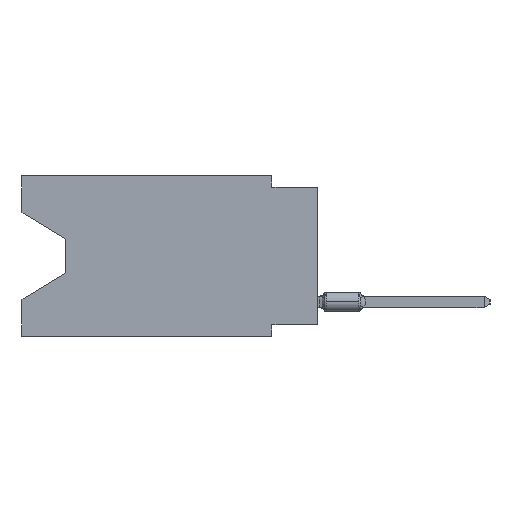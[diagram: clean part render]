
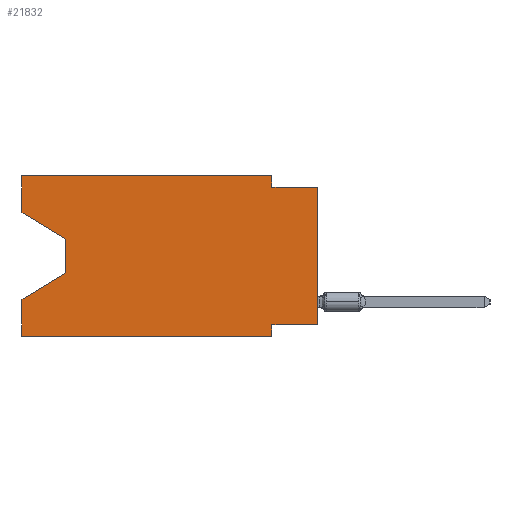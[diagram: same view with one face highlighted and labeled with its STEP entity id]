
A CAD part, left-side view. The second image highlights one B-rep face of the part: STEP entity #21832.
In plain terms, the highlighted planar face has unit normal (-1, 0, 0).
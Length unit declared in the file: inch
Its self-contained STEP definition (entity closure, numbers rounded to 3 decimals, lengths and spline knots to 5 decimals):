
#63 = CARTESIAN_POINT ( 'NONE',  ( 0., 0.645, -0.35 ) ) ;
#688 = CARTESIAN_POINT ( 'NONE',  ( 0., 0.645, -0.26975 ) ) ;
#692 = ORIENTED_EDGE ( 'NONE', *, *, #21660, .T. ) ;
#805 = EDGE_CURVE ( 'NONE', #20470, #15212, #16045, .T. ) ;
#888 = DIRECTION ( 'NONE',  ( 0., 0.855, -0.519 ) ) ;
#934 = CARTESIAN_POINT ( 'NONE',  ( 0., 0., -0.325 ) ) ;
#1272 = CARTESIAN_POINT ( 'NONE',  ( 0., 0., -0.325 ) ) ;
#1306 = EDGE_CURVE ( 'NONE', #4991, #20470, #1461, .T. ) ;
#1373 = CARTESIAN_POINT ( 'NONE',  ( 0., 0.645, 0. ) ) ;
#1375 = CARTESIAN_POINT ( 'NONE',  ( 0., 0.645, 0. ) ) ;
#1376 = EDGE_CURVE ( 'NONE', #2793, #15212, #20291, .T. ) ;
#1461 = LINE ( 'NONE', #14891, #11116 ) ;
#1697 = VERTEX_POINT ( 'NONE', #23089 ) ;
#2250 = VERTEX_POINT ( 'NONE', #3853 ) ;
#2750 = DIRECTION ( 'NONE',  ( 0., -1., 0. ) ) ;
#2793 = VERTEX_POINT ( 'NONE', #16821 ) ;
#3209 = DIRECTION ( 'NONE',  ( 0., 0., -1. ) ) ;
#3285 = AXIS2_PLACEMENT_3D ( 'NONE', #1373, #18008, #23511 ) ;
#3365 = DIRECTION ( 'NONE',  ( 0., 0., 1. ) ) ;
#3417 = ORIENTED_EDGE ( 'NONE', *, *, #3616, .F. ) ;
#3616 = EDGE_CURVE ( 'NONE', #1697, #12254, #20323, .T. ) ;
#3687 = ORIENTED_EDGE ( 'NONE', *, *, #7067, .F. ) ;
#3692 = VECTOR ( 'NONE', #10068, 39.37008 ) ;
#3853 = CARTESIAN_POINT ( 'NONE',  ( 0., 0.1, -0.025 ) ) ;
#3866 = CARTESIAN_POINT ( 'NONE',  ( 0., 0.645, 0. ) ) ;
#3988 = VECTOR ( 'NONE', #18589, 39.37008 ) ;
#4156 = VECTOR ( 'NONE', #3365, 39.37008 ) ;
#4175 = LINE ( 'NONE', #17337, #3692 ) ;
#4286 = CARTESIAN_POINT ( 'NONE',  ( 0., 0., -0.025 ) ) ;
#4458 = CARTESIAN_POINT ( 'NONE',  ( 0., 0.1, -0.35 ) ) ;
#4591 = EDGE_LOOP ( 'NONE', ( #21772, #12483, #19556, #11172, #692, #21207, #22477, #20267, #19739, #3687, #5134, #3417 ) ) ;
#4605 = EDGE_CURVE ( 'NONE', #2250, #5189, #11544, .T. ) ;
#4991 = VERTEX_POINT ( 'NONE', #8052 ) ;
#5134 = ORIENTED_EDGE ( 'NONE', *, *, #14248, .F. ) ;
#5189 = VERTEX_POINT ( 'NONE', #18595 ) ;
#6164 = CARTESIAN_POINT ( 'NONE',  ( 0., 0.645, 0. ) ) ;
#6622 = LINE ( 'NONE', #934, #23974 ) ;
#7067 = EDGE_CURVE ( 'NONE', #14895, #2250, #4175, .T. ) ;
#7145 = CARTESIAN_POINT ( 'NONE',  ( 0., 0.1, 0. ) ) ;
#7325 = LINE ( 'NONE', #8804, #14546 ) ;
#8052 = CARTESIAN_POINT ( 'NONE',  ( 0., 0.55, -0.138 ) ) ;
#8219 = CARTESIAN_POINT ( 'NONE',  ( 0., 0.1, -0.325 ) ) ;
#8804 = CARTESIAN_POINT ( 'NONE',  ( 0., 0., 0. ) ) ;
#9669 = VERTEX_POINT ( 'NONE', #14400 ) ;
#10068 = DIRECTION ( 'NONE',  ( 0., 0., -1. ) ) ;
#10749 = FACE_OUTER_BOUND ( 'NONE', #4591, .T. ) ;
#11080 = CARTESIAN_POINT ( 'NONE',  ( 0., 0.645, 0. ) ) ;
#11116 = VECTOR ( 'NONE', #3209, 39.37008 ) ;
#11172 = ORIENTED_EDGE ( 'NONE', *, *, #1376, .F. ) ;
#11544 = LINE ( 'NONE', #4286, #21130 ) ;
#12254 = VERTEX_POINT ( 'NONE', #6164 ) ;
#12483 = ORIENTED_EDGE ( 'NONE', *, *, #1306, .T. ) ;
#12818 = EDGE_CURVE ( 'NONE', #16924, #23039, #6622, .T. ) ;
#12850 = DIRECTION ( 'NONE',  ( 0., 0., 1. ) ) ;
#14009 = EDGE_CURVE ( 'NONE', #16924, #5189, #7325, .T. ) ;
#14248 = EDGE_CURVE ( 'NONE', #12254, #14895, #16906, .T. ) ;
#14360 = LINE ( 'NONE', #21836, #22899 ) ;
#14400 = CARTESIAN_POINT ( 'NONE',  ( 0., 0.1, -0.35 ) ) ;
#14546 = VECTOR ( 'NONE', #12850, 39.37008 ) ;
#14891 = CARTESIAN_POINT ( 'NONE',  ( 0., 0.55, -0.138 ) ) ;
#14895 = VERTEX_POINT ( 'NONE', #7145 ) ;
#15212 = VERTEX_POINT ( 'NONE', #688 ) ;
#15650 = LINE ( 'NONE', #4458, #23167 ) ;
#15924 = EDGE_CURVE ( 'NONE', #23039, #9669, #15650, .T. ) ;
#16045 = LINE ( 'NONE', #21553, #23683 ) ;
#16821 = CARTESIAN_POINT ( 'NONE',  ( 0., 0.645, -0.35 ) ) ;
#16906 = LINE ( 'NONE', #3866, #18096 ) ;
#16924 = VERTEX_POINT ( 'NONE', #1272 ) ;
#17337 = CARTESIAN_POINT ( 'NONE',  ( 0., 0.1, 0. ) ) ;
#18008 = DIRECTION ( 'NONE',  ( 1., 0., 0. ) ) ;
#18096 = VECTOR ( 'NONE', #20826, 39.37008 ) ;
#18255 = PLANE ( 'NONE',  #3285 ) ;
#18589 = DIRECTION ( 'NONE',  ( 0., 0., 1. ) ) ;
#18595 = CARTESIAN_POINT ( 'NONE',  ( 0., 0., -0.025 ) ) ;
#19460 = DIRECTION ( 'NONE',  ( 0., 0., -1. ) ) ;
#19556 = ORIENTED_EDGE ( 'NONE', *, *, #805, .T. ) ;
#19739 = ORIENTED_EDGE ( 'NONE', *, *, #4605, .F. ) ;
#19899 = DIRECTION ( 'NONE',  ( 0., 1., 0. ) ) ;
#20166 = VECTOR ( 'NONE', #2750, 39.37008 ) ;
#20267 = ORIENTED_EDGE ( 'NONE', *, *, #14009, .T. ) ;
#20291 = LINE ( 'NONE', #11080, #3988 ) ;
#20323 = LINE ( 'NONE', #1375, #4156 ) ;
#20470 = VERTEX_POINT ( 'NONE', #22135 ) ;
#20478 = DIRECTION ( 'NONE',  ( 0., -0.855, -0.519 ) ) ;
#20826 = DIRECTION ( 'NONE',  ( 0., -1., 0. ) ) ;
#21130 = VECTOR ( 'NONE', #24294, 39.37008 ) ;
#21207 = ORIENTED_EDGE ( 'NONE', *, *, #15924, .F. ) ;
#21254 = EDGE_CURVE ( 'NONE', #1697, #4991, #14360, .T. ) ;
#21553 = CARTESIAN_POINT ( 'NONE',  ( 0., 0.55, -0.212 ) ) ;
#21660 = EDGE_CURVE ( 'NONE', #2793, #9669, #23391, .T. ) ;
#21772 = ORIENTED_EDGE ( 'NONE', *, *, #21254, .T. ) ;
#21832 = ADVANCED_FACE ( 'NONE', ( #10749 ), #18255, .F. ) ;
#21836 = CARTESIAN_POINT ( 'NONE',  ( 0., 0.645, -0.08025 ) ) ;
#22135 = CARTESIAN_POINT ( 'NONE',  ( 0., 0.55, -0.212 ) ) ;
#22477 = ORIENTED_EDGE ( 'NONE', *, *, #12818, .F. ) ;
#22899 = VECTOR ( 'NONE', #20478, 39.37008 ) ;
#23039 = VERTEX_POINT ( 'NONE', #8219 ) ;
#23089 = CARTESIAN_POINT ( 'NONE',  ( 0., 0.645, -0.08025 ) ) ;
#23167 = VECTOR ( 'NONE', #19460, 39.37008 ) ;
#23391 = LINE ( 'NONE', #63, #20166 ) ;
#23511 = DIRECTION ( 'NONE',  ( 0., 0., -1. ) ) ;
#23683 = VECTOR ( 'NONE', #888, 39.37008 ) ;
#23974 = VECTOR ( 'NONE', #19899, 39.37008 ) ;
#24294 = DIRECTION ( 'NONE',  ( 0., -1., 0. ) ) ;
